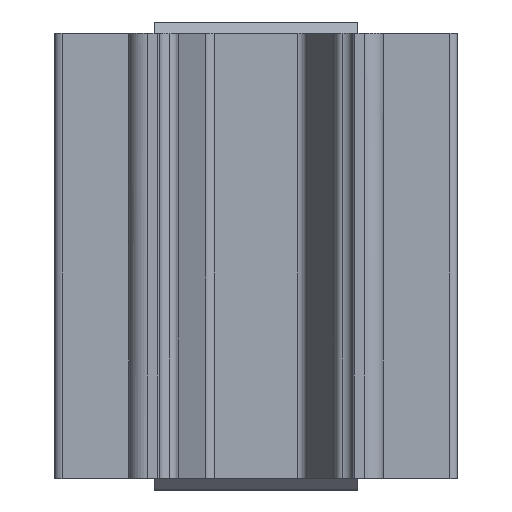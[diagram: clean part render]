
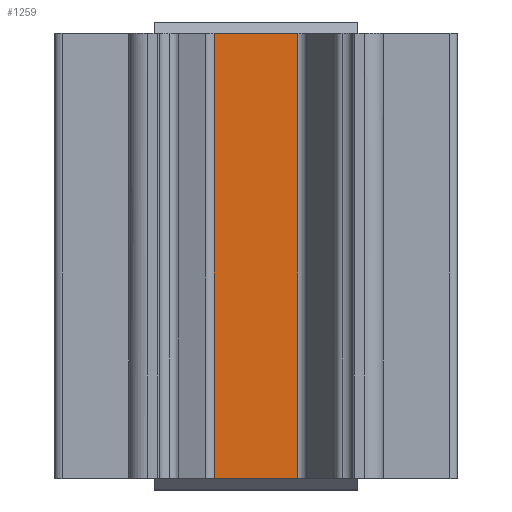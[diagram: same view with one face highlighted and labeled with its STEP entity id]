
A CAD part, top view. The second image highlights one B-rep face of the part: STEP entity #1259.
In plain terms, the highlighted planar face has unit normal (0, 0, 1).
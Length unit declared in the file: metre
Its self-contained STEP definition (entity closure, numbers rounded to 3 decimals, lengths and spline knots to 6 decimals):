
#104=DIRECTION('',(-1.,0.,0.));
#105=VECTOR('',#104,0.002164);
#106=CARTESIAN_POINT('',(-0.042397,0.025,-0.001183));
#107=LINE('',#106,#105);
#443=DIRECTION('',(0.,1.,0.));
#444=VECTOR('',#443,0.0116);
#445=CARTESIAN_POINT('',(-0.044561,0.025,-0.001183));
#446=LINE('',#445,#444);
#451=DIRECTION('',(-1.,0.,0.));
#452=VECTOR('',#451,0.002164);
#453=CARTESIAN_POINT('',(-0.042397,0.0366,-0.001183));
#454=LINE('',#453,#452);
#459=DIRECTION('',(0.,-1.,0.));
#460=VECTOR('',#459,0.0116);
#461=CARTESIAN_POINT('',(-0.042397,0.0366,-0.001183));
#462=LINE('',#461,#460);
#631=CARTESIAN_POINT('',(-0.042397,0.0366,-0.001183));
#632=CARTESIAN_POINT('',(-0.042397,0.025,-0.001183));
#633=VERTEX_POINT('',#631);
#634=VERTEX_POINT('',#632);
#635=CARTESIAN_POINT('',(-0.044561,0.0366,-0.001183));
#636=VERTEX_POINT('',#635);
#637=CARTESIAN_POINT('',(-0.044561,0.025,-0.001183));
#638=VERTEX_POINT('',#637);
#1247=CARTESIAN_POINT('',(-0.040853,-0.0116,-0.001183));
#1248=DIRECTION('',(0.,0.,-1.));
#1249=DIRECTION('',(-1.,0.,0.));
#1250=AXIS2_PLACEMENT_3D('',#1247,#1248,#1249);
#1251=PLANE('',#1250);
#1253=ORIENTED_EDGE('',*,*,#1252,.T.);
#1254=ORIENTED_EDGE('',*,*,#889,.T.);
#1255=ORIENTED_EDGE('',*,*,#1240,.T.);
#1256=ORIENTED_EDGE('',*,*,#991,.F.);
#1257=EDGE_LOOP('',(#1253,#1254,#1255,#1256));
#1258=FACE_OUTER_BOUND('',#1257,.F.);
#889=EDGE_CURVE('',#634,#638,#107,.T.);
#991=EDGE_CURVE('',#633,#636,#454,.T.);
#1240=EDGE_CURVE('',#638,#636,#446,.T.);
#1252=EDGE_CURVE('',#633,#634,#462,.T.);
#1259=ADVANCED_FACE('',(#1258),#1251,.F.);
